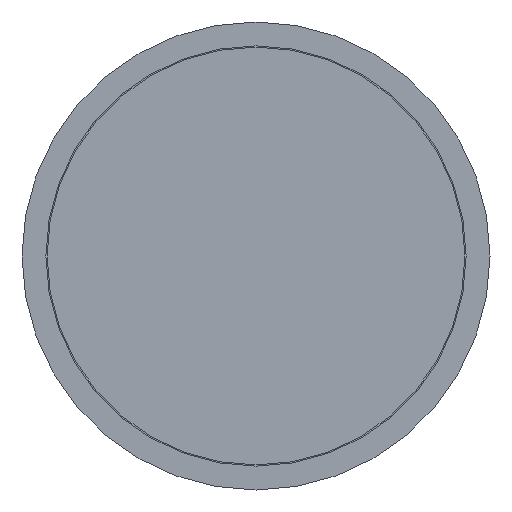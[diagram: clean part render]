
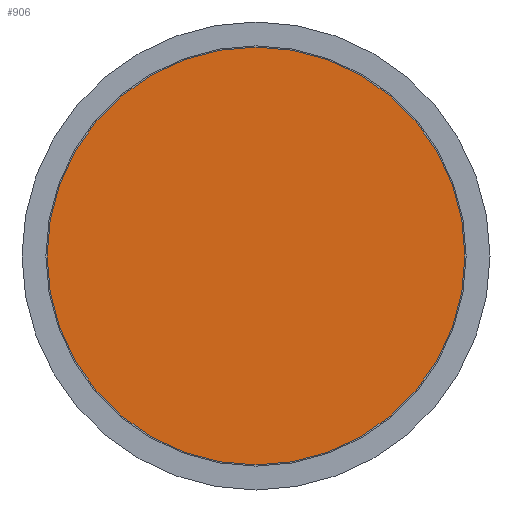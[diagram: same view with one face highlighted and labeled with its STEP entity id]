
A CAD part, front view. The second image highlights one B-rep face of the part: STEP entity #906.
In plain terms, the highlighted planar face has unit normal (0, -1, 0).
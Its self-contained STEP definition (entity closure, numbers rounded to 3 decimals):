
#32 = EDGE_LOOP ( 'NONE', ( #626 ) ) ;
#38 = DIRECTION ( 'NONE',  ( 0., -1., 0. ) ) ;
#122 = PLANE ( 'NONE',  #286 ) ;
#286 = AXIS2_PLACEMENT_3D ( 'NONE', #704, #786, #355 ) ;
#321 = CIRCLE ( 'NONE', #955, 43.75 ) ;
#355 = DIRECTION ( 'NONE',  ( 0., 0., 1. ) ) ;
#370 = CARTESIAN_POINT ( 'NONE',  ( 0., 0., -43.75 ) ) ;
#466 = EDGE_CURVE ( 'NONE', #977, #977, #321, .T. ) ;
#496 = DIRECTION ( 'NONE',  ( 0., 0., -1. ) ) ;
#626 = ORIENTED_EDGE ( 'NONE', *, *, #466, .T. ) ;
#704 = CARTESIAN_POINT ( 'NONE',  ( -43.75, 0., 0. ) ) ;
#786 = DIRECTION ( 'NONE',  ( 0., 1., 0. ) ) ;
#808 = FACE_OUTER_BOUND ( 'NONE', #32, .T. ) ;
#906 = ADVANCED_FACE ( 'NONE', ( #808 ), #122, .F. ) ;
#934 = CARTESIAN_POINT ( 'NONE',  ( 0., 0., 0. ) ) ;
#955 = AXIS2_PLACEMENT_3D ( 'NONE', #934, #38, #496 ) ;
#977 = VERTEX_POINT ( 'NONE', #370 ) ;
